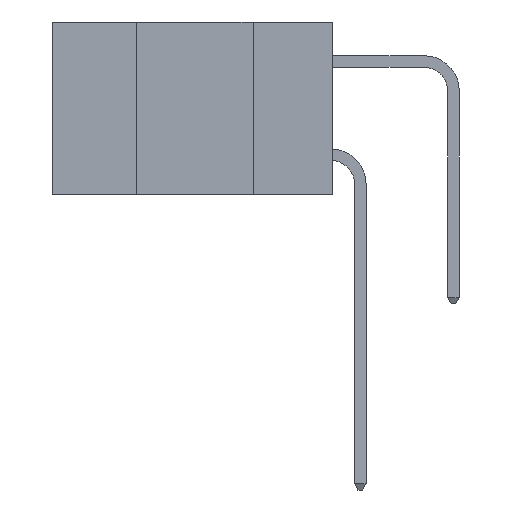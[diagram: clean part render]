
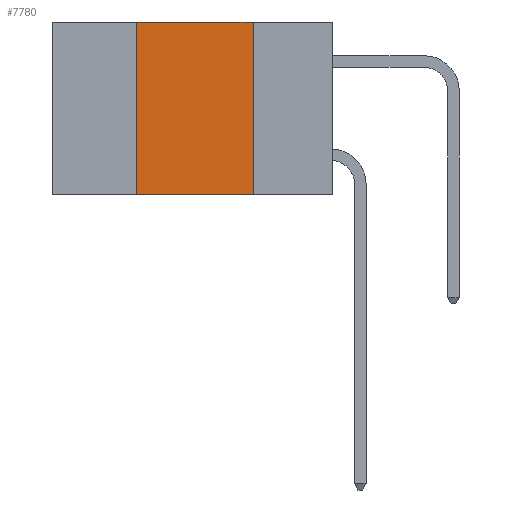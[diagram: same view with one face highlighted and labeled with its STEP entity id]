
A CAD part, left-side view. The second image highlights one B-rep face of the part: STEP entity #7780.
In plain terms, the highlighted planar face has unit normal (-1, 0, 0).
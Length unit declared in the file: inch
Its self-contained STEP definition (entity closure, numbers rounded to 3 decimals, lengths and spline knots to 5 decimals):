
#186 = ORIENTED_EDGE ( 'NONE', *, *, #15239, .F. ) ;
#944 = CARTESIAN_POINT ( 'NONE',  ( 0., 0.42, -0.37 ) ) ;
#1321 = ORIENTED_EDGE ( 'NONE', *, *, #3272, .F. ) ;
#2515 = EDGE_CURVE ( 'NONE', #11757, #17761, #16648, .T. ) ;
#3183 = CARTESIAN_POINT ( 'NONE',  ( 0., 0.42, -0.37 ) ) ;
#3224 = CARTESIAN_POINT ( 'NONE',  ( 0., 0.17, -0.37 ) ) ;
#3272 = EDGE_CURVE ( 'NONE', #14086, #4565, #14785, .T. ) ;
#3858 = DIRECTION ( 'NONE',  ( 0., 0., 1. ) ) ;
#4249 = LINE ( 'NONE', #13226, #12154 ) ;
#4316 = EDGE_CURVE ( 'NONE', #14086, #17761, #4249, .T. ) ;
#4565 = VERTEX_POINT ( 'NONE', #6197 ) ;
#6197 = CARTESIAN_POINT ( 'NONE',  ( 0., 0.42, 0. ) ) ;
#6236 = DIRECTION ( 'NONE',  ( 0., 0., -1. ) ) ;
#6254 = DIRECTION ( 'NONE',  ( 1., 0., 0. ) ) ;
#6299 = CARTESIAN_POINT ( 'NONE',  ( 0., 0.6, 0. ) ) ;
#6425 = PLANE ( 'NONE',  #9522 ) ;
#7780 = ADVANCED_FACE ( 'NONE', ( #17867 ), #6425, .F. ) ;
#9110 = DIRECTION ( 'NONE',  ( 0., 0., -1. ) ) ;
#9424 = CARTESIAN_POINT ( 'NONE',  ( 0., 0.17, -0.37 ) ) ;
#9522 = AXIS2_PLACEMENT_3D ( 'NONE', #6299, #6254, #6236 ) ;
#10698 = ORIENTED_EDGE ( 'NONE', *, *, #2515, .F. ) ;
#11757 = VERTEX_POINT ( 'NONE', #18070 ) ;
#12154 = VECTOR ( 'NONE', #13356, 39.37008 ) ;
#12666 = VECTOR ( 'NONE', #9110, 39.37008 ) ;
#13226 = CARTESIAN_POINT ( 'NONE',  ( 0., 0.6, -0.37 ) ) ;
#13356 = DIRECTION ( 'NONE',  ( 0., -1., 0. ) ) ;
#13453 = VECTOR ( 'NONE', #16205, 39.37008 ) ;
#13841 = ORIENTED_EDGE ( 'NONE', *, *, #4316, .T. ) ;
#14086 = VERTEX_POINT ( 'NONE', #944 ) ;
#14785 = LINE ( 'NONE', #3183, #18727 ) ;
#14832 = EDGE_LOOP ( 'NONE', ( #10698, #186, #1321, #13841 ) ) ;
#15239 = EDGE_CURVE ( 'NONE', #4565, #11757, #17409, .T. ) ;
#16205 = DIRECTION ( 'NONE',  ( 0., -1., 0. ) ) ;
#16648 = LINE ( 'NONE', #9424, #12666 ) ;
#17409 = LINE ( 'NONE', #19108, #13453 ) ;
#17761 = VERTEX_POINT ( 'NONE', #3224 ) ;
#17867 = FACE_OUTER_BOUND ( 'NONE', #14832, .T. ) ;
#18070 = CARTESIAN_POINT ( 'NONE',  ( 0., 0.17, 0. ) ) ;
#18727 = VECTOR ( 'NONE', #3858, 39.37008 ) ;
#19108 = CARTESIAN_POINT ( 'NONE',  ( 0., 0.6, 0. ) ) ;
